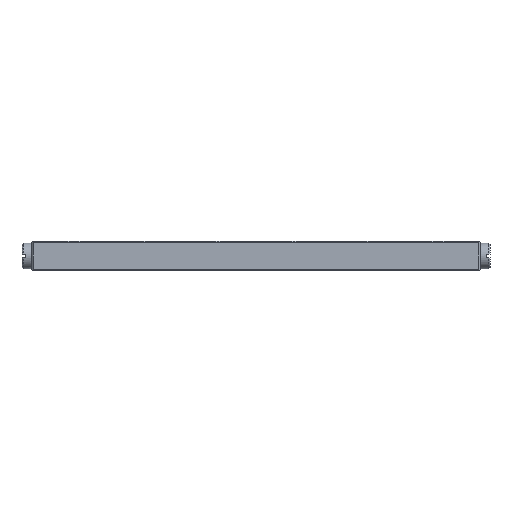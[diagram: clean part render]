
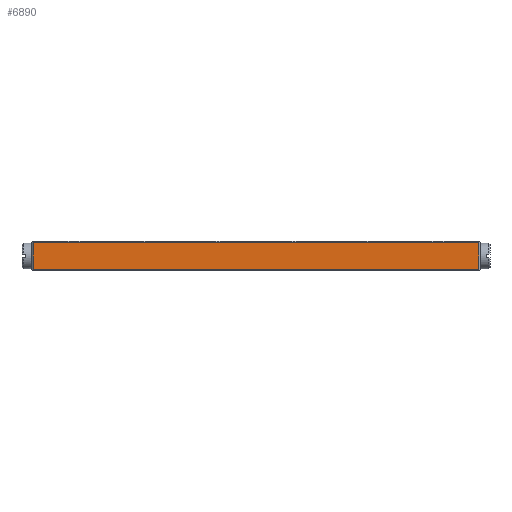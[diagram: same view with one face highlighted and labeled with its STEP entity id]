
A CAD part, front view. The second image highlights one B-rep face of the part: STEP entity #6890.
In plain terms, the highlighted planar face has unit normal (0, -1, 0).
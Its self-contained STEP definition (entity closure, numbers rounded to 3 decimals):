
#1281=LINE('',#40901,#3401);
#1282=LINE('',#40904,#3402);
#1283=LINE('',#40906,#3403);
#1284=LINE('',#40908,#3404);
#3401=VECTOR('',#33181,1.);
#3402=VECTOR('',#33182,1.);
#3403=VECTOR('',#33183,1.);
#3404=VECTOR('',#33184,1.);
#6890=ADVANCED_FACE('',(#8946),#7972,.T.);
#7972=PLANE('',#27500);
#8946=FACE_OUTER_BOUND('',#10565,.T.);
#10565=EDGE_LOOP('',(#15233,#15234,#15235,#15236));
#15233=ORIENTED_EDGE('',*,*,#22561,.T.);
#15234=ORIENTED_EDGE('',*,*,#22562,.T.);
#15235=ORIENTED_EDGE('',*,*,#22563,.T.);
#15236=ORIENTED_EDGE('',*,*,#22564,.T.);
#19609=VERTEX_POINT('',#40902);
#19610=VERTEX_POINT('',#40903);
#19611=VERTEX_POINT('',#40905);
#19612=VERTEX_POINT('',#40907);
#22561=EDGE_CURVE('',#19609,#19610,#1281,.T.);
#22562=EDGE_CURVE('',#19610,#19611,#1282,.T.);
#22563=EDGE_CURVE('',#19611,#19612,#1283,.T.);
#22564=EDGE_CURVE('',#19612,#19609,#1284,.T.);
#27500=AXIS2_PLACEMENT_3D('',#40909,#33185,#33186);
#33181=DIRECTION('',(-1.,0.,0.));
#33182=DIRECTION('',(0.,0.,-1.));
#33183=DIRECTION('',(1.,0.,0.));
#33184=DIRECTION('',(0.,0.,1.));
#33185=DIRECTION('',(0.,-1.,0.));
#33186=DIRECTION('',(0.,0.,-1.));
#40901=CARTESIAN_POINT('',(45.,-3.95,5.65));
#40902=CARTESIAN_POINT('',(89.725,-3.95,5.65));
#40903=CARTESIAN_POINT('',(0.275,-3.95,5.65));
#40904=CARTESIAN_POINT('',(0.275,-3.95,-0.05));
#40905=CARTESIAN_POINT('',(0.275,-3.95,0.25));
#40906=CARTESIAN_POINT('',(45.,-3.95,0.25));
#40907=CARTESIAN_POINT('',(89.725,-3.95,0.25));
#40908=CARTESIAN_POINT('',(89.725,-3.95,-0.05));
#40909=CARTESIAN_POINT('',(45.,-3.95,-0.05));
